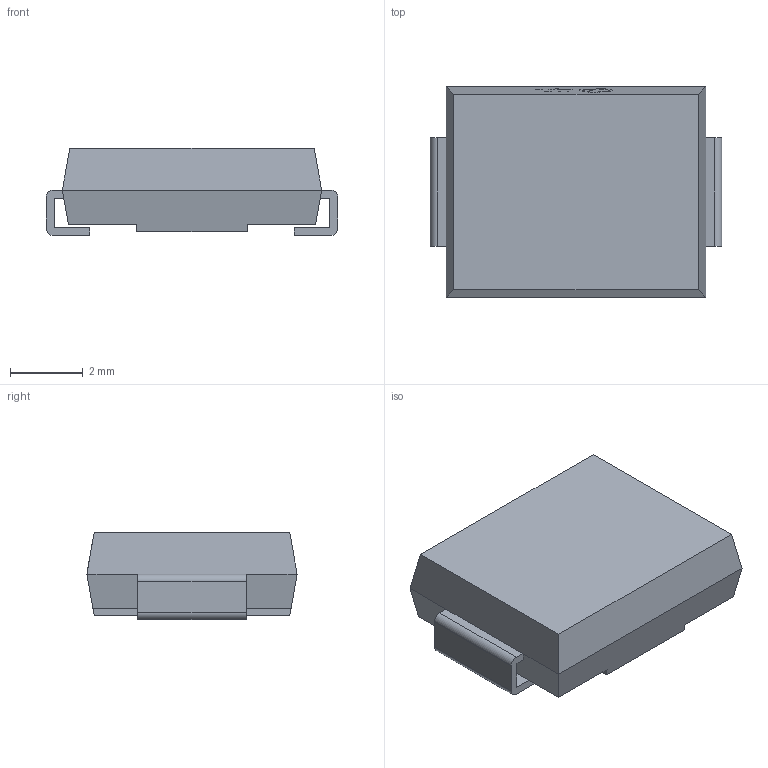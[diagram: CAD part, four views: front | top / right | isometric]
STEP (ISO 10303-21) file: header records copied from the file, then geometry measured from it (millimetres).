
FILE_DESCRIPTION (( 'STEP AP214' ), '1' );
FILE_NAME ('SMC_L7.2-W5.8-LS8.1-BI.step', '2022-07-05T10:58:02', ( '' ), ( '' ), 'SwSTEP 2.0', 'SolidWorks 2020', '' );
FILE_SCHEMA (( 'AUTOMOTIVE_DESIGN' ));
Length unit declared in the file: millimetre
Products named in the file (1): SMC_L7.2-W5.8-LS8.1-BI
Bounding box: 8.05 x 5.8 x 2.4 mm (x, y, z)
Volume: 88.6 mm3; surface area: 161.3 mm2
Topology: 1 solids, 1 shells, 260 faces, 709 edges, 470 vertices
Faces by surface type: plane 158, bspline 98, cylinder 4
Entity records: 11543 total; most frequent: CARTESIAN_POINT 2746, ORIENTED_EDGE 1418, DIRECTION 843, EDGE_CURVE 709, LINE 501, VECTOR 501, VERTEX_POINT 470, EDGE_LOOP 279
